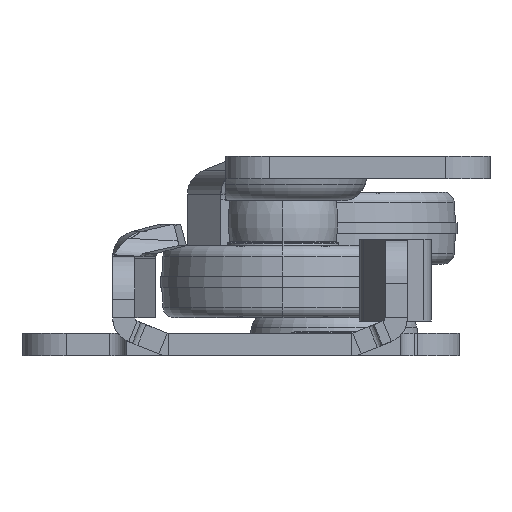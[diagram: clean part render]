
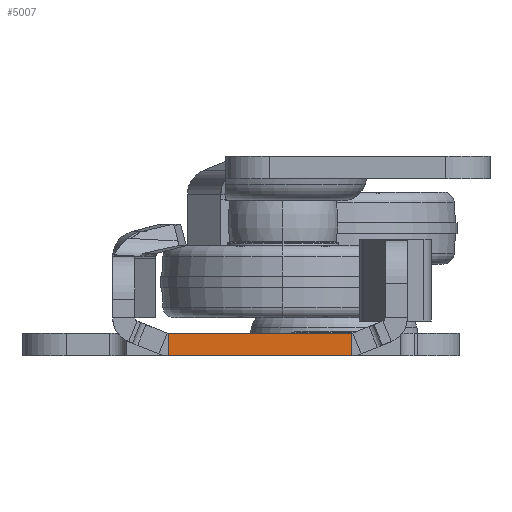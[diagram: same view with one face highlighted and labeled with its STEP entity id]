
A CAD part, left-side view. The second image highlights one B-rep face of the part: STEP entity #5007.
In plain terms, the highlighted planar face has unit normal (-1, 0, 0).
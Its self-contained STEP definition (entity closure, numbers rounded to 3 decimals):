
#651 = ORIENTED_EDGE ( 'NONE', *, *, #13132, .F. ) ;
#1227 = LINE ( 'NONE', #16793, #8025 ) ;
#1416 = LINE ( 'NONE', #6490, #8761 ) ;
#1729 = AXIS2_PLACEMENT_3D ( 'NONE', #11183, #4980, #7638 ) ;
#1800 = CARTESIAN_POINT ( 'NONE',  ( -649.5, 7.022, 2. ) ) ;
#2000 = CARTESIAN_POINT ( 'NONE',  ( -649.5, -9.522, 2. ) ) ;
#2721 = CARTESIAN_POINT ( 'NONE',  ( -649.5, -21.25, 0. ) ) ;
#2891 = DIRECTION ( 'NONE',  ( 0., 1., 0. ) ) ;
#3541 = EDGE_LOOP ( 'NONE', ( #7976, #3931, #651, #14147 ) ) ;
#3734 = EDGE_CURVE ( 'NONE', #15046, #9311, #1227, .T. ) ;
#3931 = ORIENTED_EDGE ( 'NONE', *, *, #3734, .T. ) ;
#4867 = VECTOR ( 'NONE', #2891, 1000. ) ;
#4980 = DIRECTION ( 'NONE',  ( -1., 0., 0. ) ) ;
#5007 = ADVANCED_FACE ( 'NONE', ( #15133 ), #11519, .T. ) ;
#6034 = CARTESIAN_POINT ( 'NONE',  ( -649.5, -9.522, 2. ) ) ;
#6490 = CARTESIAN_POINT ( 'NONE',  ( -649.5, 7.022, 2. ) ) ;
#6843 = LINE ( 'NONE', #2721, #4867 ) ;
#7204 = EDGE_CURVE ( 'NONE', #15046, #8978, #11292, .T. ) ;
#7442 = EDGE_CURVE ( 'NONE', #8978, #14110, #6843, .T. ) ;
#7584 = DIRECTION ( 'NONE',  ( 0., 1., 0. ) ) ;
#7638 = DIRECTION ( 'NONE',  ( 0., 1., 0. ) ) ;
#7839 = VECTOR ( 'NONE', #16442, 1000. ) ;
#7976 = ORIENTED_EDGE ( 'NONE', *, *, #7204, .F. ) ;
#8025 = VECTOR ( 'NONE', #7584, 1000. ) ;
#8761 = VECTOR ( 'NONE', #11738, 1000. ) ;
#8978 = VERTEX_POINT ( 'NONE', #13370 ) ;
#9311 = VERTEX_POINT ( 'NONE', #1800 ) ;
#11176 = CARTESIAN_POINT ( 'NONE',  ( -649.5, 7.022, 0. ) ) ;
#11183 = CARTESIAN_POINT ( 'NONE',  ( -649.5, -11.5, 2. ) ) ;
#11292 = LINE ( 'NONE', #2000, #7839 ) ;
#11519 = PLANE ( 'NONE',  #1729 ) ;
#11738 = DIRECTION ( 'NONE',  ( 0., 0., 1. ) ) ;
#13132 = EDGE_CURVE ( 'NONE', #14110, #9311, #1416, .T. ) ;
#13370 = CARTESIAN_POINT ( 'NONE',  ( -649.5, -9.522, 0. ) ) ;
#14110 = VERTEX_POINT ( 'NONE', #11176 ) ;
#14147 = ORIENTED_EDGE ( 'NONE', *, *, #7442, .F. ) ;
#15046 = VERTEX_POINT ( 'NONE', #6034 ) ;
#15133 = FACE_OUTER_BOUND ( 'NONE', #3541, .T. ) ;
#16442 = DIRECTION ( 'NONE',  ( 0., 0., -1. ) ) ;
#16793 = CARTESIAN_POINT ( 'NONE',  ( -649.5, -11.5, 2. ) ) ;
